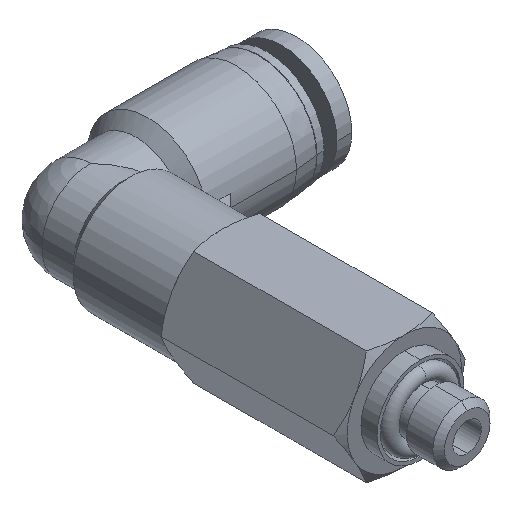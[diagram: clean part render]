
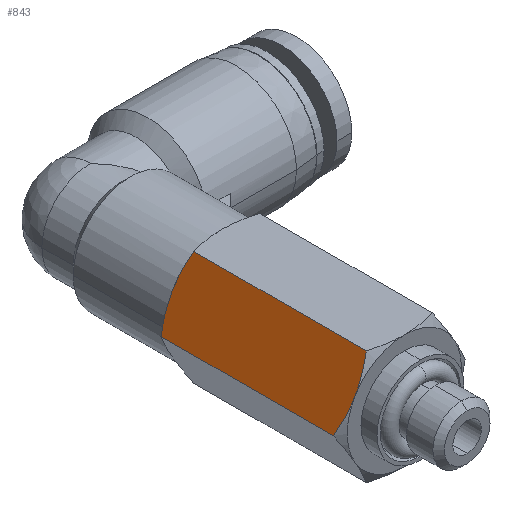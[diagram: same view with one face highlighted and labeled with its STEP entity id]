
A CAD part, isometric view. The second image highlights one B-rep face of the part: STEP entity #843.
In plain terms, the highlighted planar face has unit normal (-0.866, 0, 0.5).
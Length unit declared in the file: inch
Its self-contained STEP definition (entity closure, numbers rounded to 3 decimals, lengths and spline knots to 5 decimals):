
#29 = CARTESIAN_POINT ( 'NONE',  ( -0.11365, -0.62992, 0.19685 ) ) ;
#142 = VECTOR ( 'NONE', #2380, 39.37008 ) ;
#155 = VERTEX_POINT ( 'NONE', #1277 ) ;
#159 = VERTEX_POINT ( 'NONE', #1857 ) ;
#252 = CARTESIAN_POINT ( 'NONE',  ( -0.2273, -0.62992, 0. ) ) ;
#325 = EDGE_CURVE ( 'NONE', #2032, #159, #1934, .T. ) ;
#361 = B_SPLINE_CURVE_WITH_KNOTS ( 'NONE', 3,
 ( #1450, #451, #2374, #1249 ),
 .UNSPECIFIED., .F., .F.,
 ( 4, 4 ),
 ( 0., 0.00292 ),
 .UNSPECIFIED. ) ;
#446 = CARTESIAN_POINT ( 'NONE',  ( -0.11365, -0.62992, 0.19685 ) ) ;
#450 = FACE_OUTER_BOUND ( 'NONE', #2024, .T. ) ;
#451 = CARTESIAN_POINT ( 'NONE',  ( -0.15108, 0., 0.13202 ) ) ;
#550 = CARTESIAN_POINT ( 'NONE',  ( -0.2273, -0.01758, 0. ) ) ;
#577 = EDGE_CURVE ( 'NONE', #1302, #854, #1490, .T. ) ;
#614 = ORIENTED_EDGE ( 'NONE', *, *, #1488, .T. ) ;
#645 = DIRECTION ( 'NONE',  ( -0.866, 0., 0.5 ) ) ;
#728 = CARTESIAN_POINT ( 'NONE',  ( -0.17048, 0., 0.09843 ) ) ;
#731 = AXIS2_PLACEMENT_3D ( 'NONE', #29, #645, #2150 ) ;
#756 = CARTESIAN_POINT ( 'NONE',  ( -0.18987, 0., 0.06483 ) ) ;
#765 = CARTESIAN_POINT ( 'NONE',  ( -0.17048, -0.62992, 0.09843 ) ) ;
#802 = PLANE ( 'NONE',  #731 ) ;
#843 = ADVANCED_FACE ( 'NONE', ( #450 ), #802, .T. ) ;
#854 = VERTEX_POINT ( 'NONE', #1018 ) ;
#952 = ORIENTED_EDGE ( 'NONE', *, *, #325, .T. ) ;
#1018 = CARTESIAN_POINT ( 'NONE',  ( -0.17048, 0., 0.09843 ) ) ;
#1098 = CARTESIAN_POINT ( 'NONE',  ( -0.20874, -0.00686, 0.03216 ) ) ;
#1161 = CARTESIAN_POINT ( 'NONE',  ( -0.13222, -0.62306, 0.16469 ) ) ;
#1181 = CARTESIAN_POINT ( 'NONE',  ( -0.2273, -0.61234, 0. ) ) ;
#1249 = CARTESIAN_POINT ( 'NONE',  ( -0.11365, -0.01758, 0.19685 ) ) ;
#1257 = ORIENTED_EDGE ( 'NONE', *, *, #1962, .F. ) ;
#1277 = CARTESIAN_POINT ( 'NONE',  ( -0.11365, -0.01758, 0.19685 ) ) ;
#1302 = VERTEX_POINT ( 'NONE', #550 ) ;
#1351 = CARTESIAN_POINT ( 'NONE',  ( -0.11365, -0.61234, 0.19685 ) ) ;
#1450 = CARTESIAN_POINT ( 'NONE',  ( -0.17048, 0., 0.09843 ) ) ;
#1461 = DIRECTION ( 'NONE',  ( 0., 1., 0. ) ) ;
#1482 = VECTOR ( 'NONE', #1461, 39.37008 ) ;
#1488 = EDGE_CURVE ( 'NONE', #159, #155, #2278, .T. ) ;
#1490 = B_SPLINE_CURVE_WITH_KNOTS ( 'NONE', 3,
 ( #2047, #1098, #756, #728 ),
 .UNSPECIFIED., .F., .F.,
 ( 4, 4 ),
 ( 0., 0.00292 ),
 .UNSPECIFIED. ) ;
#1601 = EDGE_CURVE ( 'NONE', #1705, #2032, #2336, .T. ) ;
#1704 = ORIENTED_EDGE ( 'NONE', *, *, #1941, .T. ) ;
#1705 = VERTEX_POINT ( 'NONE', #1181 ) ;
#1835 = CARTESIAN_POINT ( 'NONE',  ( -0.17048, -0.62992, 0.09843 ) ) ;
#1857 = CARTESIAN_POINT ( 'NONE',  ( -0.11365, -0.61234, 0.19685 ) ) ;
#1934 = B_SPLINE_CURVE_WITH_KNOTS ( 'NONE', 3,
 ( #765, #2109, #1161, #1351 ),
 .UNSPECIFIED., .F., .F.,
 ( 4, 4 ),
 ( 0., 0.00292 ),
 .UNSPECIFIED. ) ;
#1941 = EDGE_CURVE ( 'NONE', #1302, #1705, #1952, .T. ) ;
#1952 = LINE ( 'NONE', #252, #142 ) ;
#1962 = EDGE_CURVE ( 'NONE', #854, #155, #361, .T. ) ;
#2024 = EDGE_LOOP ( 'NONE', ( #1257, #2295, #1704, #2456, #952, #614 ) ) ;
#2032 = VERTEX_POINT ( 'NONE', #1835 ) ;
#2047 = CARTESIAN_POINT ( 'NONE',  ( -0.2273, -0.01758, 0. ) ) ;
#2086 = CARTESIAN_POINT ( 'NONE',  ( -0.2273, -0.61234, 0. ) ) ;
#2109 = CARTESIAN_POINT ( 'NONE',  ( -0.15108, -0.62992, 0.13202 ) ) ;
#2119 = CARTESIAN_POINT ( 'NONE',  ( -0.17048, -0.62992, 0.09843 ) ) ;
#2150 = DIRECTION ( 'NONE',  ( 0.5, 0., 0.866 ) ) ;
#2278 = LINE ( 'NONE', #446, #1482 ) ;
#2288 = CARTESIAN_POINT ( 'NONE',  ( -0.18987, -0.62992, 0.06483 ) ) ;
#2295 = ORIENTED_EDGE ( 'NONE', *, *, #577, .F. ) ;
#2336 = B_SPLINE_CURVE_WITH_KNOTS ( 'NONE', 3,
 ( #2086, #2469, #2288, #2119 ),
 .UNSPECIFIED., .F., .F.,
 ( 4, 4 ),
 ( 0., 0.00292 ),
 .UNSPECIFIED. ) ;
#2374 = CARTESIAN_POINT ( 'NONE',  ( -0.13222, -0.00686, 0.16469 ) ) ;
#2380 = DIRECTION ( 'NONE',  ( 0., -1., 0. ) ) ;
#2456 = ORIENTED_EDGE ( 'NONE', *, *, #1601, .T. ) ;
#2469 = CARTESIAN_POINT ( 'NONE',  ( -0.20874, -0.62306, 0.03216 ) ) ;
